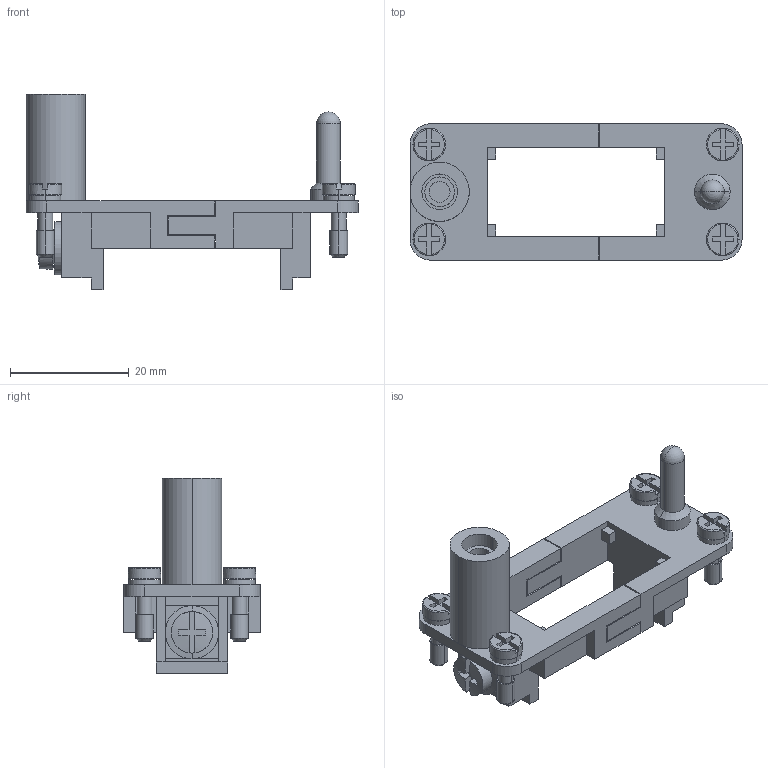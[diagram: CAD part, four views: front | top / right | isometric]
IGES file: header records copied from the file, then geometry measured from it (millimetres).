
Global section: file name: No Iges File Name specified; native system: AutoDesk Inventor R6.1; preprocessor: AutoDesk Inventor Iges Exporter R6.1; author: No Author specified; organization: No Organization specified; date: 20061208.080801; units: millimetre
Bounding box: 56 x 23 x 33 mm (x, y, z)
Volume: 6358.8 mm3; surface area: 7024.3 mm2
Topology: 4 solids, 4 shells, 332 faces, 854 edges, 559 vertices
Faces by surface type: plane 182, bspline 68, cylinder 54, revolution 8, torus 8, cone 6, sphere 6
